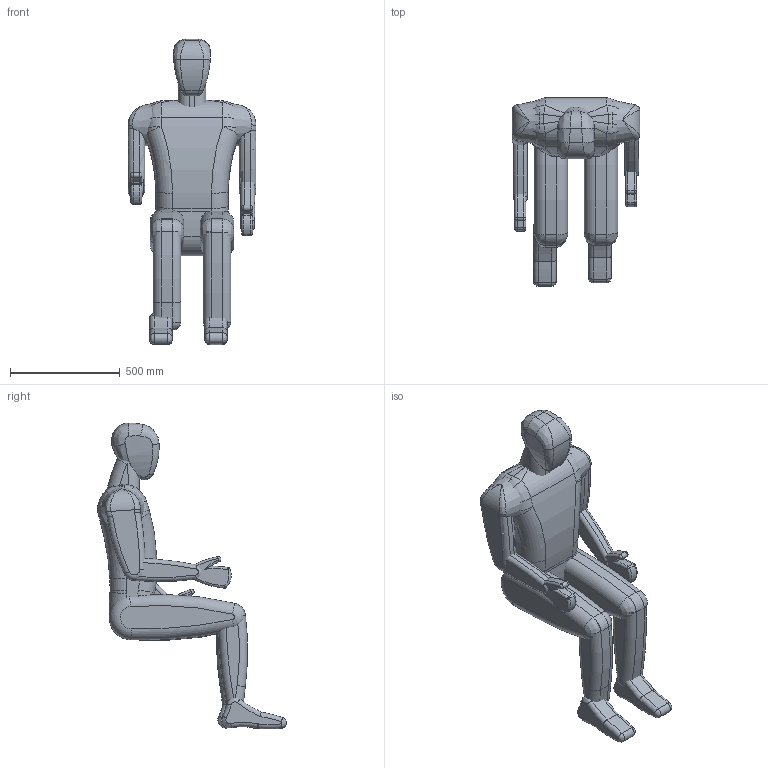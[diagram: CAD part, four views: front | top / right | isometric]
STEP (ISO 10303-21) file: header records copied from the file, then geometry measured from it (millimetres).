
FILE_DESCRIPTION((''),'2;1');
FILE_NAME('Man 01.stp','2012-12-20T10:03:34',('abacher'),(''),'Autodesk Inventor 2013','Autodesk Inventor 2013','');
FILE_SCHEMA(('AUTOMOTIVE_DESIGN { 1 0 10303 214 1 1 1 1 }'));
Length unit declared in the file: inch
Products named in the file (10): Man 01; Thigh; Foot; Head; LowerArm; Chest; Calf; Hand; UpperArm; neck
Assembly tree (15 placements, depth 2):
  Man 01
    Thigh  x2
    Foot  x2
    Head
    LowerArm  x2
    Chest
    Calf  x2
    Hand  x2
    UpperArm  x2
    neck
Bounding box: 584.2 x 861.95 x 1396.78 mm (x, y, z)
Volume: 123579360.9 mm3; surface area: 3247786.9 mm2
Topology: 16 solids, 16 shells, 340 faces, 721 edges, 403 vertices
Faces by surface type: torus 116, cylinder 100, bspline 66, plane 34, sphere 22, cone 2
Full cylindrical faces by diameter (mm): 7.61 x1
Entity records: 25725 total; most frequent: CARTESIAN_POINT 20778, DIRECTION 1112, ORIENTED_EDGE 902, AXIS2_PLACEMENT_3D 525, EDGE_CURVE 451, CIRCLE 329, VERTEX_POINT 255, EDGE_LOOP 220
